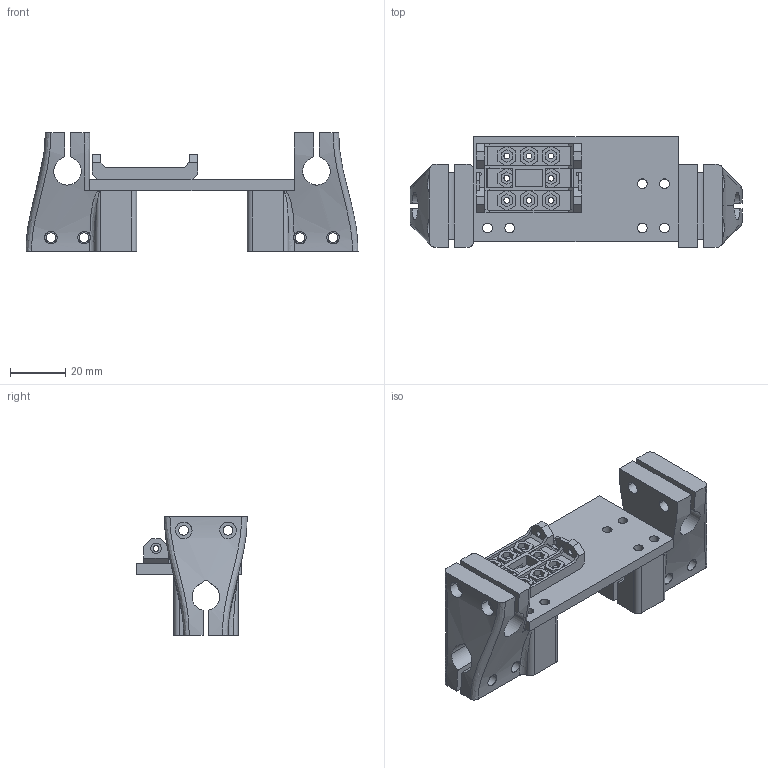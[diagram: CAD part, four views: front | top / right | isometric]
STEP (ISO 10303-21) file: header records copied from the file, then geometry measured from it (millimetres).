
FILE_DESCRIPTION (( 'STEP AP203' ), '1' );
FILE_NAME ('servoconnect_tubes_2_Default_sldprt.STEP', '2023-12-01T14:26:42', ( '' ), ( '' ), 'SwSTEP 2.0', 'SolidWorks 2023', '' );
FILE_SCHEMA (( 'CONFIG_CONTROL_DESIGN' ));
Length unit declared in the file: millimetre
Products named in the file (1): servoconnect_tubes_2_Default_sldprt
Bounding box: 120 x 40 x 43 mm (x, y, z)
Volume: 49298.2 mm3; surface area: 29462.2 mm2
Topology: 4 solids, 4 shells, 478 faces, 1320 edges, 875 vertices
Faces by surface type: plane 264, cylinder 174, bspline 32, cone 8
Entity records: 21109 total; most frequent: CARTESIAN_POINT 8902, ORIENTED_EDGE 2640, DIRECTION 2260, EDGE_CURVE 1320, VERTEX_POINT 875, VECTOR 834, LINE 834, AXIS2_PLACEMENT_3D 713
